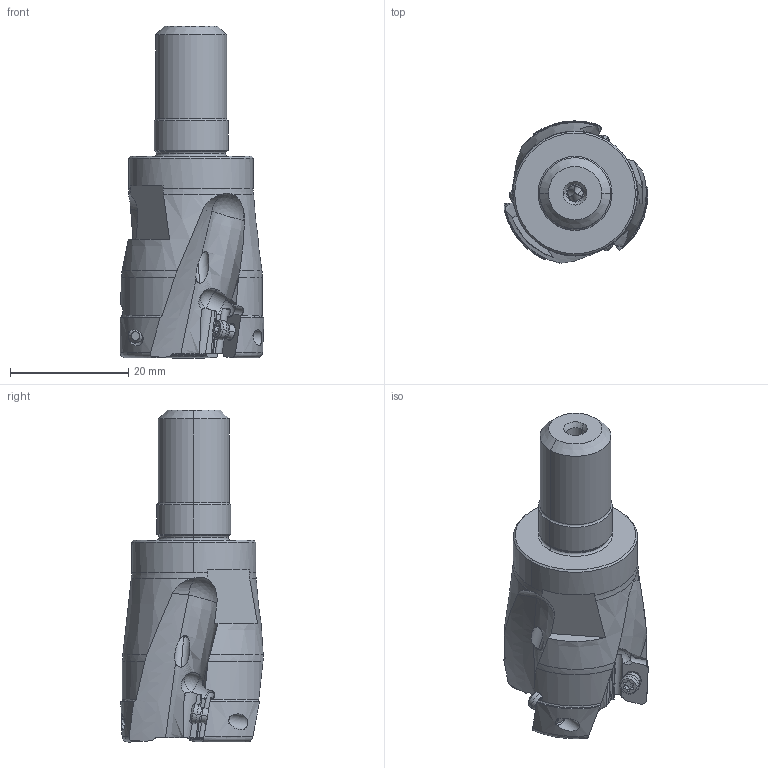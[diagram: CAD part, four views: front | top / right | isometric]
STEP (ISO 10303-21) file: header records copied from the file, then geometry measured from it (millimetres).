
FILE_DESCRIPTION(/* description */ (''),/* implementation_level */ '2;1');
FILE_NAME(/* name */ 'APX3000UR163AM12A35.stp',/* time_stamp */ '2021-09-08T11:46:11+09:00',/* author */ (''),/* organization */ (''),/* preprocessor_version */ 'ST-DEVELOPER v16',/* originating_system */ 'SIEMENS PLM Software NX 10.0',/* authorisation */ '');
FILE_SCHEMA (('AUTOMOTIVE_DESIGN { 1 0 10303 214 3 1 1 1 }'));
Length unit declared in the file: millimetre
Products named in the file (1): APX3000UR163AM12A35_ASM
Bounding box: 24.29 x 24.04 x 56.08 mm (x, y, z)
Volume: 12706.1 mm3; surface area: 5043.5 mm2
Topology: 4 solids, 4 shells, 291 faces, 868 edges, 596 vertices
Faces by surface type: cylinder 120, plane 66, cone 52, torus 26, sphere 18, bspline 9
Entity records: 13824 total; most frequent: CARTESIAN_POINT 6089, ORIENTED_EDGE 1708, DIRECTION 1463, EDGE_CURVE 854, AXIS2_PLACEMENT_3D 624, VERTEX_POINT 573, B_SPLINE_CURVE_WITH_KNOTS 322, EDGE_LOOP 305
